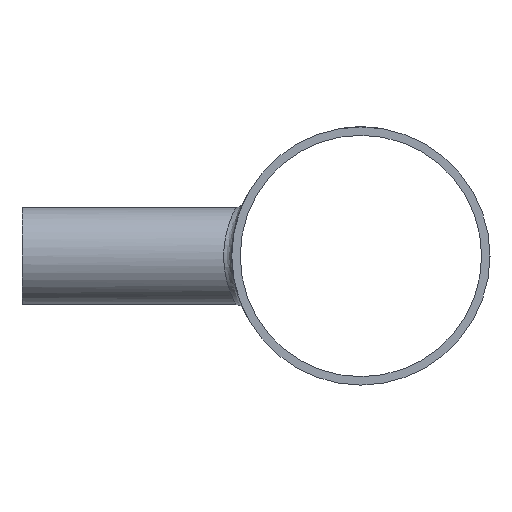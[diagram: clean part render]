
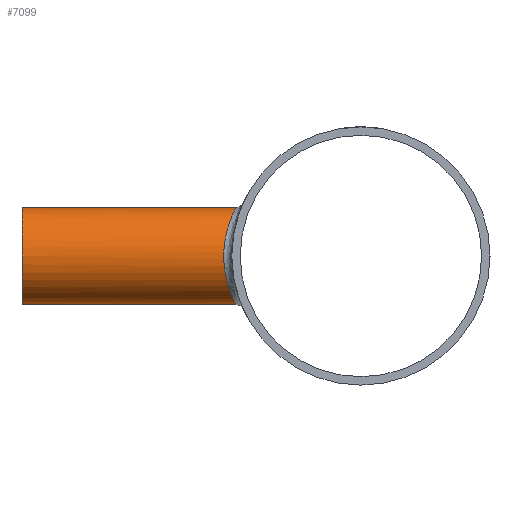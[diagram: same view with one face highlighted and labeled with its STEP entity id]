
A CAD part, left-side view. The second image highlights one B-rep face of the part: STEP entity #7099.
In plain terms, the highlighted cylindrical face has radius 9.525 mm (diameter 19.05 mm), a full revolution.
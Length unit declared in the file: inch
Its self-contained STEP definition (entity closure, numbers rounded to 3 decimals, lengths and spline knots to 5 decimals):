
#141=FACE_BOUND('',#1307,.T.);
#883=FACE_OUTER_BOUND('',#1306,.T.);
#1306=EDGE_LOOP('',(#6632));
#1307=EDGE_LOOP('',(#6633));
#2455=CIRCLE('',#7527,0.375);
#2792=B_SPLINE_CURVE_WITH_KNOTS('',3,(#15435,#15436,#15437,#15438,#15439,
#15440,#15441,#15442,#15443,#15444,#15445,#15446,#15447,#15448,#15449,#15450,
#15451,#15452),.UNSPECIFIED.,.T.,.F.,(4,1,1,1,1,1,1,1,1,1,1,1,1,1,1,4),
(0.,0.41448,0.82896,1.24344,1.65791,
2.07239,2.48687,2.76319,3.03951,3.31583,
3.73031,4.14478,4.55926,4.97374,5.38822,
5.8027),.UNSPECIFIED.);
#3491=VERTEX_POINT('',#15433);
#3492=VERTEX_POINT('',#15454);
#4542=EDGE_CURVE('',#3491,#3491,#2792,.T.);
#4543=EDGE_CURVE('',#3492,#3492,#2455,.T.);
#6632=ORIENTED_EDGE('',*,*,#4543,.T.);
#6633=ORIENTED_EDGE('',*,*,#4542,.F.);
#6685=CYLINDRICAL_SURFACE('',#7526,0.375);
#7099=ADVANCED_FACE('',(#883,#141),#6685,.T.);
#7526=AXIS2_PLACEMENT_3D('',#15453,#8884,#8885);
#7527=AXIS2_PLACEMENT_3D('',#15455,#8886,#8887);
#8884=DIRECTION('center_axis',(0.,-1.,0.));
#8885=DIRECTION('ref_axis',(1.,0.,0.));
#8886=DIRECTION('center_axis',(0.,-1.,0.));
#8887=DIRECTION('ref_axis',(1.,0.,0.));
#15433=CARTESIAN_POINT('',(0.,0.96825,0.375));
#15435=CARTESIAN_POINT('Ctrl Pts',(0.,0.96818,
0.37505));
#15436=CARTESIAN_POINT('Ctrl Pts',(-0.05665,0.96818,
0.37505));
#15437=CARTESIAN_POINT('Ctrl Pts',(-0.16995,0.98297,
0.3485));
#15438=CARTESIAN_POINT('Ctrl Pts',(-0.30214,1.02843,0.24236));
#15439=CARTESIAN_POINT('Ctrl Pts',(-0.37812,1.06387,
0.08782));
#15440=CARTESIAN_POINT('Ctrl Pts',(-0.37804,1.06391,-0.08784));
#15441=CARTESIAN_POINT('Ctrl Pts',(-0.30229,1.02836,
-0.24237));
#15442=CARTESIAN_POINT('Ctrl Pts',(-0.18444,0.98816,
-0.33662));
#15443=CARTESIAN_POINT('Ctrl Pts',(-0.05754,0.96752,
-0.37642));
#15444=CARTESIAN_POINT('Ctrl Pts',(0.05754,0.96753,
-0.37641));
#15445=CARTESIAN_POINT('Ctrl Pts',(0.18445,0.98817,-0.33663));
#15446=CARTESIAN_POINT('Ctrl Pts',(0.30229,1.02835,-0.24234));
#15447=CARTESIAN_POINT('Ctrl Pts',(0.37806,1.06393,-0.08783));
#15448=CARTESIAN_POINT('Ctrl Pts',(0.3781,1.06386,0.08782));
#15449=CARTESIAN_POINT('Ctrl Pts',(0.30217,1.02844,0.24238));
#15450=CARTESIAN_POINT('Ctrl Pts',(0.16994,0.98297,
0.34849));
#15451=CARTESIAN_POINT('Ctrl Pts',(0.05665,0.96818,
0.37505));
#15452=CARTESIAN_POINT('Ctrl Pts',(0.,0.96818,
0.37505));
#15453=CARTESIAN_POINT('Origin',(0.,2.625,0.));
#15454=CARTESIAN_POINT('',(-0.375,2.625,0.));
#15455=CARTESIAN_POINT('Origin',(0.,2.625,0.));
